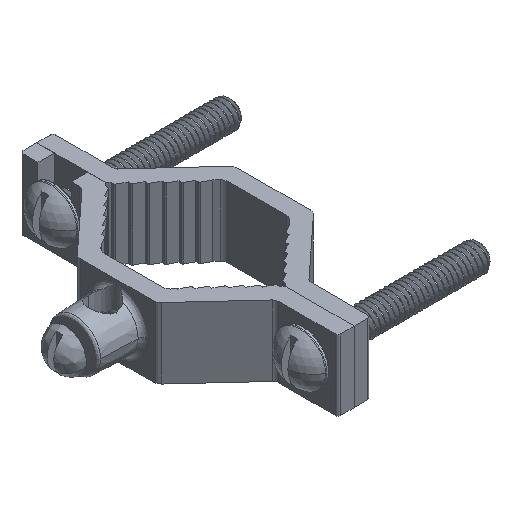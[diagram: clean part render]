
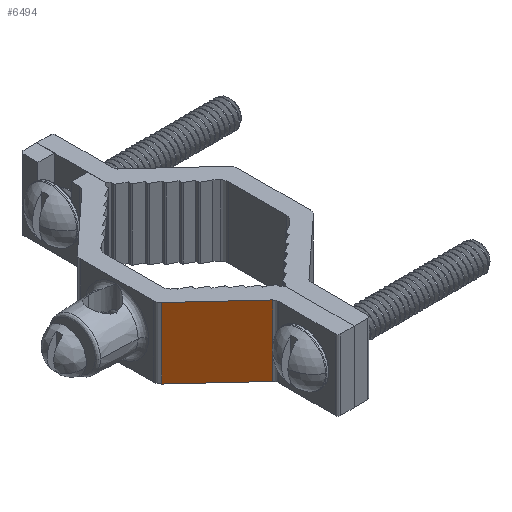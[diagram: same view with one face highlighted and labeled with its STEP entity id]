
A CAD part, isometric view. The second image highlights one B-rep face of the part: STEP entity #6494.
In plain terms, the highlighted face is planar.
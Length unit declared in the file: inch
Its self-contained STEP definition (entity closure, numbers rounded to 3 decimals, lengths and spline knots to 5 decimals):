
#833 = LINE ( 'NONE', #5087, #10578 ) ;
#935 = VECTOR ( 'NONE', #7884, 39.37008 ) ;
#1612 = VERTEX_POINT ( 'NONE', #16129 ) ;
#1933 = CARTESIAN_POINT ( 'NONE',  ( -0.68677, 0.63319, 0.4 ) ) ;
#2961 = EDGE_LOOP ( 'NONE', ( #4922, #12880, #11510, #5639 ) ) ;
#3550 = CARTESIAN_POINT ( 'NONE',  ( -0.47673, 0.86101, 0.4 ) ) ;
#4771 = DIRECTION ( 'NONE',  ( 0.678, 0.735, 0. ) ) ;
#4772 = EDGE_CURVE ( 'NONE', #14140, #16151, #833, .T. ) ;
#4922 = ORIENTED_EDGE ( 'NONE', *, *, #7443, .F. ) ;
#4986 = DIRECTION ( 'NONE',  ( 0.678, 0.735, 0. ) ) ;
#5087 = CARTESIAN_POINT ( 'NONE',  ( -0.68677, 0.63319, 0.4 ) ) ;
#5639 = ORIENTED_EDGE ( 'NONE', *, *, #9780, .T. ) ;
#6494 = ADVANCED_FACE ( 'NONE', ( #11093 ), #9268, .T. ) ;
#7443 = EDGE_CURVE ( 'NONE', #13798, #1612, #12505, .T. ) ;
#7884 = DIRECTION ( 'NONE',  ( 0., 0., -1. ) ) ;
#8161 = LINE ( 'NONE', #14065, #935 ) ;
#8201 = DIRECTION ( 'NONE',  ( -0.678, -0.735, 0. ) ) ;
#9268 = PLANE ( 'NONE',  #16472 ) ;
#9366 = DIRECTION ( 'NONE',  ( -0.735, 0.678, 0. ) ) ;
#9447 = DIRECTION ( 'NONE',  ( 0., 0., -1. ) ) ;
#9780 = EDGE_CURVE ( 'NONE', #16151, #1612, #16785, .T. ) ;
#10244 = CARTESIAN_POINT ( 'NONE',  ( -0.47673, 0.86101, 0.4 ) ) ;
#10578 = VECTOR ( 'NONE', #4986, 39.37008 ) ;
#10683 = CARTESIAN_POINT ( 'NONE',  ( -1.08218, 0.20433, -0.4 ) ) ;
#11093 = FACE_OUTER_BOUND ( 'NONE', #2961, .T. ) ;
#11243 = CARTESIAN_POINT ( 'NONE',  ( -1.08218, 0.20433, 0.4 ) ) ;
#11510 = ORIENTED_EDGE ( 'NONE', *, *, #4772, .T. ) ;
#11761 = VECTOR ( 'NONE', #9447, 39.37008 ) ;
#12206 = VECTOR ( 'NONE', #4771, 39.37008 ) ;
#12505 = LINE ( 'NONE', #18274, #12206 ) ;
#12880 = ORIENTED_EDGE ( 'NONE', *, *, #13904, .F. ) ;
#13798 = VERTEX_POINT ( 'NONE', #10683 ) ;
#13904 = EDGE_CURVE ( 'NONE', #14140, #13798, #8161, .T. ) ;
#14065 = CARTESIAN_POINT ( 'NONE',  ( -1.08218, 0.20433, 0.4 ) ) ;
#14140 = VERTEX_POINT ( 'NONE', #11243 ) ;
#16129 = CARTESIAN_POINT ( 'NONE',  ( -0.47673, 0.86101, -0.4 ) ) ;
#16151 = VERTEX_POINT ( 'NONE', #10244 ) ;
#16472 = AXIS2_PLACEMENT_3D ( 'NONE', #1933, #9366, #8201 ) ;
#16785 = LINE ( 'NONE', #3550, #11761 ) ;
#18274 = CARTESIAN_POINT ( 'NONE',  ( -0.68677, 0.63319, -0.4 ) ) ;
